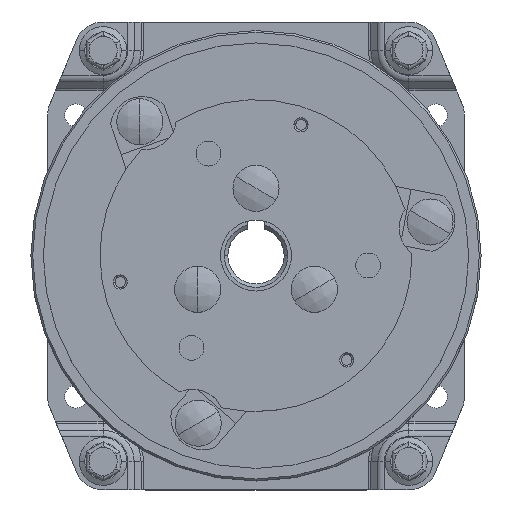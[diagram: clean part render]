
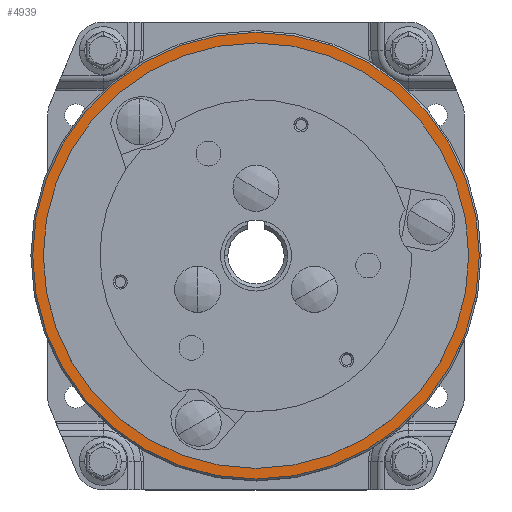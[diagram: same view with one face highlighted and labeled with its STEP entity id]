
A CAD part, top view. The second image highlights one B-rep face of the part: STEP entity #4939.
In plain terms, the highlighted planar face has unit normal (0, 0, 1).
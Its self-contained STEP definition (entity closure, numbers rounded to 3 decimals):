
#6 = EDGE_CURVE ( 'NONE', #12997, #11967, #20170, .T. ) ;
#252 = FACE_BOUND ( 'NONE', #16815, .T. ) ;
#288 = AXIS2_PLACEMENT_3D ( 'NONE', #19706, #3574, #14883 ) ;
#879 = CARTESIAN_POINT ( 'NONE',  ( 60., 0., -0.3 ) ) ;
#889 = DIRECTION ( 'NONE',  ( -1., 0., 0. ) ) ;
#1450 = CARTESIAN_POINT ( 'NONE',  ( 0., 0., -0.3 ) ) ;
#1894 = PLANE ( 'NONE',  #288 ) ;
#1969 = CIRCLE ( 'NONE', #9355, 60. ) ;
#2274 = VERTEX_POINT ( 'NONE', #20638 ) ;
#2489 = EDGE_CURVE ( 'NONE', #11967, #12997, #1969, .T. ) ;
#3132 = ORIENTED_EDGE ( 'NONE', *, *, #11799, .T. ) ;
#3491 = CARTESIAN_POINT ( 'NONE',  ( 0., 0., -0.3 ) ) ;
#3574 = DIRECTION ( 'NONE',  ( 0., 0., -1. ) ) ;
#3647 = EDGE_LOOP ( 'NONE', ( #3132, #9120 ) ) ;
#3874 = DIRECTION ( 'NONE',  ( 0., 0., 1. ) ) ;
#4939 = ADVANCED_FACE ( 'NONE', ( #7778, #252 ), #1894, .F. ) ;
#5107 = DIRECTION ( 'NONE',  ( 0., 0., 1. ) ) ;
#5123 = DIRECTION ( 'NONE',  ( -1., 0., 0. ) ) ;
#6709 = AXIS2_PLACEMENT_3D ( 'NONE', #1450, #17256, #889 ) ;
#7778 = FACE_OUTER_BOUND ( 'NONE', #3647, .T. ) ;
#9120 = ORIENTED_EDGE ( 'NONE', *, *, #9141, .T. ) ;
#9141 = EDGE_CURVE ( 'NONE', #16128, #2274, #15949, .T. ) ;
#9355 = AXIS2_PLACEMENT_3D ( 'NONE', #3491, #14791, #5123 ) ;
#10505 = CARTESIAN_POINT ( 'NONE',  ( 63., 0., -0.3 ) ) ;
#10821 = ORIENTED_EDGE ( 'NONE', *, *, #2489, .T. ) ;
#11455 = CIRCLE ( 'NONE', #13954, 63. ) ;
#11799 = EDGE_CURVE ( 'NONE', #2274, #16128, #11455, .T. ) ;
#11967 = VERTEX_POINT ( 'NONE', #879 ) ;
#11970 = CARTESIAN_POINT ( 'NONE',  ( -60., 0., -0.3 ) ) ;
#12997 = VERTEX_POINT ( 'NONE', #11970 ) ;
#13560 = CARTESIAN_POINT ( 'NONE',  ( 0., 0., -0.3 ) ) ;
#13954 = AXIS2_PLACEMENT_3D ( 'NONE', #14775, #5107, #16415 ) ;
#14775 = CARTESIAN_POINT ( 'NONE',  ( 0., 0., -0.3 ) ) ;
#14791 = DIRECTION ( 'NONE',  ( 0., 0., -1. ) ) ;
#14883 = DIRECTION ( 'NONE',  ( -1., 0., 0. ) ) ;
#15198 = DIRECTION ( 'NONE',  ( -1., 0., 0. ) ) ;
#15742 = AXIS2_PLACEMENT_3D ( 'NONE', #13560, #3874, #15198 ) ;
#15949 = CIRCLE ( 'NONE', #15742, 63. ) ;
#16128 = VERTEX_POINT ( 'NONE', #10505 ) ;
#16415 = DIRECTION ( 'NONE',  ( -1., 0., 0. ) ) ;
#16815 = EDGE_LOOP ( 'NONE', ( #19306, #10821 ) ) ;
#17256 = DIRECTION ( 'NONE',  ( 0., 0., -1. ) ) ;
#19306 = ORIENTED_EDGE ( 'NONE', *, *, #6, .T. ) ;
#19706 = CARTESIAN_POINT ( 'NONE',  ( 0., 63.5, -0.3 ) ) ;
#20170 = CIRCLE ( 'NONE', #6709, 60. ) ;
#20638 = CARTESIAN_POINT ( 'NONE',  ( -63., 0., -0.3 ) ) ;
